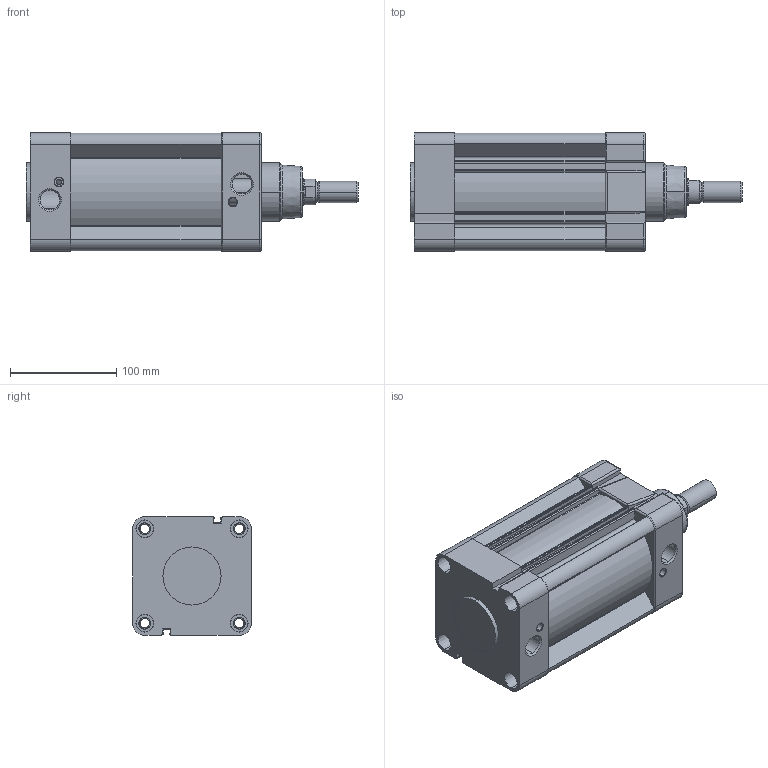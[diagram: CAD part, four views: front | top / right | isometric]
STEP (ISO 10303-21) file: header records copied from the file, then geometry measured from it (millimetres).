
FILE_DESCRIPTION (( 'STEP AP214' ), '1' );
FILE_NAME ('DMCA100-0080.STEP', '2018-08-28T09:18:09', ( '' ), ( '' ), 'SwSTEP 2.0', 'SolidWorks 2018', '' );
FILE_SCHEMA (( 'AUTOMOTIVE_DESIGN' ));
Length unit declared in the file: millimetre
Products named in the file (1): DMCA100-0080
Bounding box: 313 x 112 x 112 mm (x, y, z)
Surface area: 297497.8 mm2 (no closed solid volume)
Topology: 0 solids, 6 shells, 390 faces, 1061 edges, 692 vertices
Faces by surface type: plane 154, cylinder 148, cone 58, torus 18, bspline 12
Entity records: 19138 total; most frequent: CARTESIAN_POINT 4794, DIRECTION 2136, ORIENTED_EDGE 2081, EDGE_CURVE 1059, AXIS2_PLACEMENT_3D 792, VERTEX_POINT 692, LINE 552, VECTOR 552
